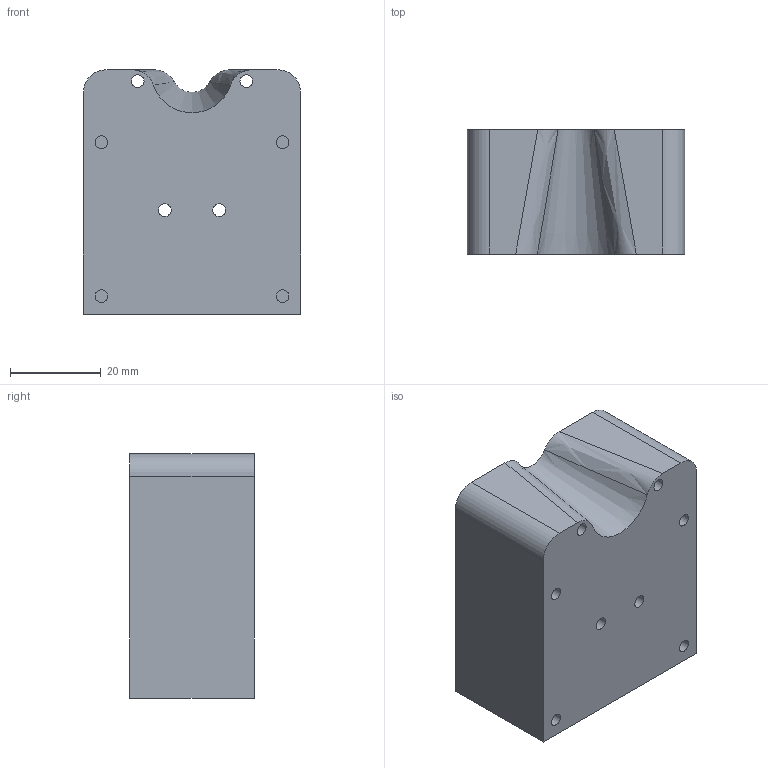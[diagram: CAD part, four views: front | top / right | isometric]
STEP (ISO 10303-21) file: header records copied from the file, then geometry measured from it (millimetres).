
FILE_DESCRIPTION(('FreeCAD Model'),'2;1');
FILE_NAME('Open CASCADE Shape Model','2022-04-18T20:02:56',('Author'),( ''),'Open CASCADE STEP processor 7.5','FreeCAD','Unknown');
FILE_SCHEMA(('AUTOMOTIVE_DESIGN { 1 0 10303 214 1 1 1 1 }'));
Length unit declared in the file: millimetre
Products named in the file (1): adaptor
Bounding box: 48 x 27.5 x 54 mm (x, y, z)
Volume: 67506.2 mm3; surface area: 12158.9 mm2
Topology: 1 solids, 1 shells, 24 faces, 54 edges, 36 vertices
Faces by surface type: plane 11, cylinder 10, bspline 2, cone 1
Full cylindrical faces by diameter (mm): 2.8 x8
Entity records: 1900 total; most frequent: CARTESIAN_POINT 805, DIRECTION 192, ORIENTED_EDGE 108, PCURVE 108, DEFINITIONAL_REPRESENTATION 108, LINE 98, VECTOR 98, EDGE_CURVE 54
